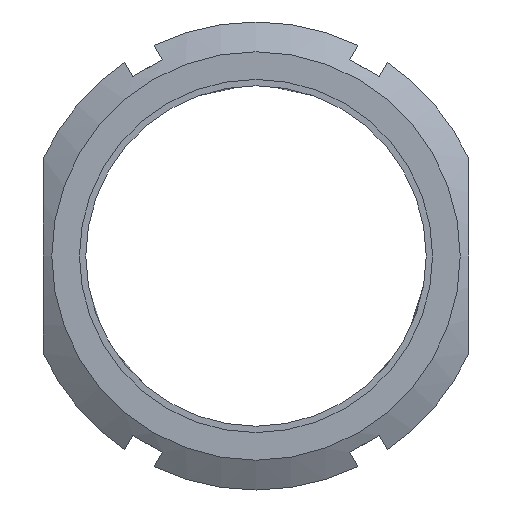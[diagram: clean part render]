
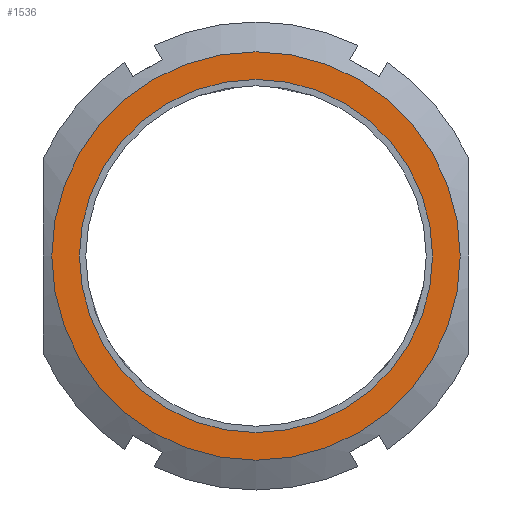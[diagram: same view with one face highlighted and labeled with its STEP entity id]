
A CAD part, left-side view. The second image highlights one B-rep face of the part: STEP entity #1536.
In plain terms, the highlighted planar face has unit normal (-1, 0, 0).
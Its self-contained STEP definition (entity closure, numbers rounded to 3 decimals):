
#1502=CARTESIAN_POINT('',(0.,41.5,0.0));
#1503=VERTEX_POINT('',#1502);
#1504=CARTESIAN_POINT('',(0.,0.0,0.0));
#1505=DIRECTION('',(1.0,0.0,0.0));
#1506=DIRECTION('',(0.0,1.0,0.0));
#1507=AXIS2_PLACEMENT_3D('',#1504,#1505,#1506);
#1508=CIRCLE('',#1507,41.5);
#1509=EDGE_CURVE('',#1503,#1503,#1508,.T.);
#1517=CARTESIAN_POINT('',(0.,44.75,0.0));
#1518=DIRECTION('',(-1.0,0.0,0.0));
#1519=DIRECTION('',(0.0,0.0,1.0));
#1520=AXIS2_PLACEMENT_3D('',#1517,#1518,#1519);
#1521=PLANE('',#1520);
#1522=CARTESIAN_POINT('',(0.,48.,0.0));
#1523=VERTEX_POINT('',#1522);
#1524=CARTESIAN_POINT('',(0.,0.0,0.0));
#1525=DIRECTION('',(1.0,0.0,0.0));
#1526=DIRECTION('',(0.0,1.0,0.0));
#1527=AXIS2_PLACEMENT_3D('',#1524,#1525,#1526);
#1528=CIRCLE('',#1527,48.);
#1529=EDGE_CURVE('',#1523,#1523,#1528,.T.);
#1530=ORIENTED_EDGE('',*,*,#1529,.F.);
#1531=EDGE_LOOP('',(#1530));
#1532=FACE_OUTER_BOUND('',#1531,.T.);
#1533=ORIENTED_EDGE('',*,*,#1509,.T.);
#1534=EDGE_LOOP('',(#1533));
#1535=FACE_BOUND('',#1534,.T.);
#1536=ADVANCED_FACE('',(#1532,#1535),#1521,.T.);
